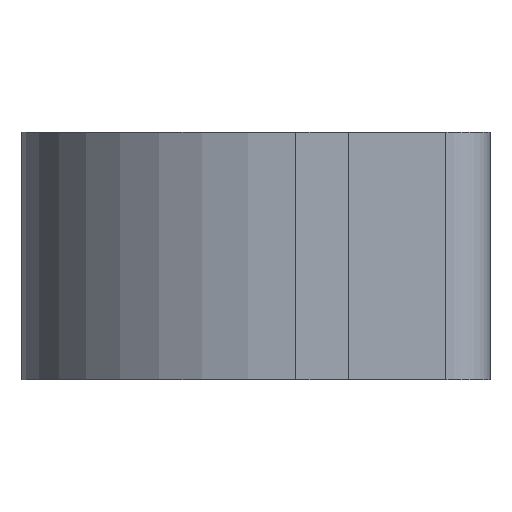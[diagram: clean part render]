
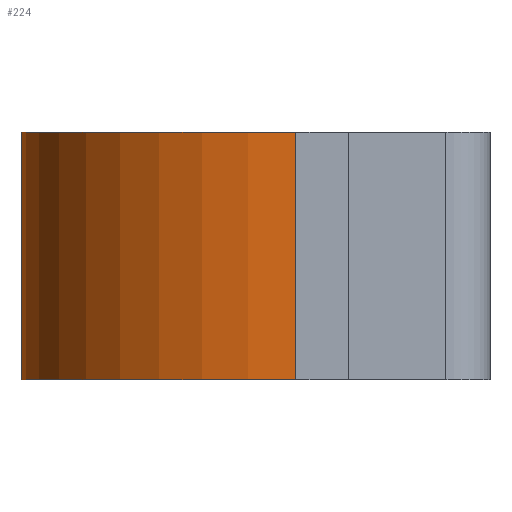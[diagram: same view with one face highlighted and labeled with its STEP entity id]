
A CAD part, left-side view. The second image highlights one B-rep face of the part: STEP entity #224.
In plain terms, the highlighted cylindrical face has radius 15.5 mm (diameter 31 mm), a partial arc.
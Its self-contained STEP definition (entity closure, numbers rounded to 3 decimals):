
#1 = EDGE_CURVE ( 'NONE', #548, #366, #78, .T. ) ;
#18 = EDGE_CURVE ( 'NONE', #461, #472, #565, .T. ) ;
#21 = CARTESIAN_POINT ( 'NONE',  ( -14.5, 11., -7. ) ) ;
#57 = ORIENTED_EDGE ( 'NONE', *, *, #333, .T. ) ;
#70 = EDGE_LOOP ( 'NONE', ( #278, #531, #490, #57 ) ) ;
#73 = VECTOR ( 'NONE', #296, 1000. ) ;
#77 = CARTESIAN_POINT ( 'NONE',  ( -45.5, 11., 7. ) ) ;
#78 = CIRCLE ( 'NONE', #230, 15.5 ) ;
#93 = DIRECTION ( 'NONE',  ( 0., 0., -1. ) ) ;
#109 = CARTESIAN_POINT ( 'NONE',  ( -30., 11., 7. ) ) ;
#119 = CARTESIAN_POINT ( 'NONE',  ( -30., 11., -7. ) ) ;
#128 = DIRECTION ( 'NONE',  ( 0., 0., 1. ) ) ;
#158 = CYLINDRICAL_SURFACE ( 'NONE', #527, 15.5 ) ;
#165 = DIRECTION ( 'NONE',  ( 1., 0., 0. ) ) ;
#200 = CARTESIAN_POINT ( 'NONE',  ( -45.5, 11., -7. ) ) ;
#202 = EDGE_CURVE ( 'NONE', #366, #472, #566, .T. ) ;
#224 = ADVANCED_FACE ( 'NONE', ( #543 ), #158, .T. ) ;
#230 = AXIS2_PLACEMENT_3D ( 'NONE', #109, #128, #376 ) ;
#244 = CARTESIAN_POINT ( 'NONE',  ( -14.5, 11., 7. ) ) ;
#246 = CARTESIAN_POINT ( 'NONE',  ( -14.5, 11., 7. ) ) ;
#278 = ORIENTED_EDGE ( 'NONE', *, *, #18, .T. ) ;
#296 = DIRECTION ( 'NONE',  ( 0., 0., -1. ) ) ;
#305 = CARTESIAN_POINT ( 'NONE',  ( -45.5, 11., 7. ) ) ;
#333 = EDGE_CURVE ( 'NONE', #548, #461, #418, .T. ) ;
#366 = VERTEX_POINT ( 'NONE', #305 ) ;
#376 = DIRECTION ( 'NONE',  ( 1., 0., 0. ) ) ;
#418 = LINE ( 'NONE', #244, #432 ) ;
#432 = VECTOR ( 'NONE', #576, 1000. ) ;
#460 = DIRECTION ( 'NONE',  ( 0., 0., 1. ) ) ;
#461 = VERTEX_POINT ( 'NONE', #21 ) ;
#472 = VERTEX_POINT ( 'NONE', #200 ) ;
#481 = AXIS2_PLACEMENT_3D ( 'NONE', #119, #460, #165 ) ;
#490 = ORIENTED_EDGE ( 'NONE', *, *, #1, .F. ) ;
#517 = DIRECTION ( 'NONE',  ( -1., 0., 0. ) ) ;
#527 = AXIS2_PLACEMENT_3D ( 'NONE', #568, #93, #517 ) ;
#531 = ORIENTED_EDGE ( 'NONE', *, *, #202, .F. ) ;
#543 = FACE_OUTER_BOUND ( 'NONE', #70, .T. ) ;
#548 = VERTEX_POINT ( 'NONE', #246 ) ;
#565 = CIRCLE ( 'NONE', #481, 15.5 ) ;
#566 = LINE ( 'NONE', #77, #73 ) ;
#568 = CARTESIAN_POINT ( 'NONE',  ( -30., 11., 7. ) ) ;
#576 = DIRECTION ( 'NONE',  ( 0., 0., -1. ) ) ;
